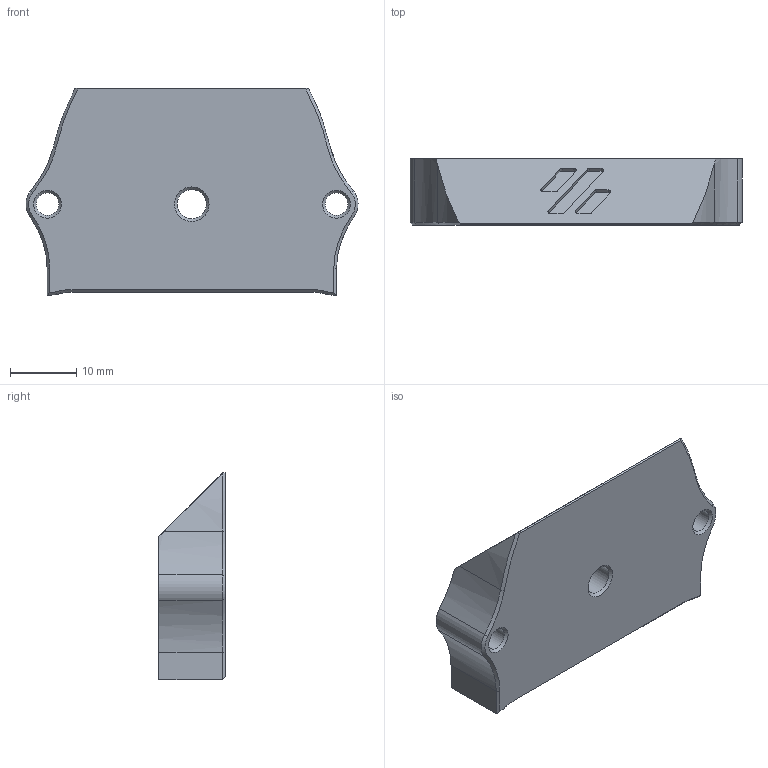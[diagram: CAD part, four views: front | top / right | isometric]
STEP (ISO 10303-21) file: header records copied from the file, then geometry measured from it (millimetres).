
FILE_DESCRIPTION(/* description */ (''),/* implementation_level */ '2;1');
FILE_NAME(/* name */ 'MiniAS_Orbiter_v1.5_Adapter v1.step',/* time_stamp */ '2022-02-27T13:10:03-06:00',/* author */ (''),/* organization */ (''),/* preprocessor_version */ 'ST-DEVELOPER v18.1',/* originating_system */ 'Autodesk Translation Framework v10.13.0.1454',/* authorisation */ '');
FILE_SCHEMA (('AUTOMOTIVE_DESIGN { 1 0 10303 214 3 1 1 }'));
Length unit declared in the file: millimetre
Products named in the file (1): MiniAS_Orbiter_v1.5_Adapter
Bounding box: 50 x 10 x 31.26 mm (x, y, z)
Volume: 10837.1 mm3; surface area: 4408.6 mm2
Topology: 1 solids, 1 shells, 80 faces, 194 edges, 123 vertices
Faces by surface type: plane 29, bspline 24, cylinder 21, cone 5, torus 1
Full cylindrical faces by diameter (mm): 3.4 x2, 4.4 x1, 4.6 x2, 5.7 x2
Entity records: 2800 total; most frequent: CARTESIAN_POINT 941, ORIENTED_EDGE 388, DIRECTION 348, EDGE_CURVE 194, AXIS2_PLACEMENT_3D 124, VERTEX_POINT 123, LINE 100, VECTOR 100
